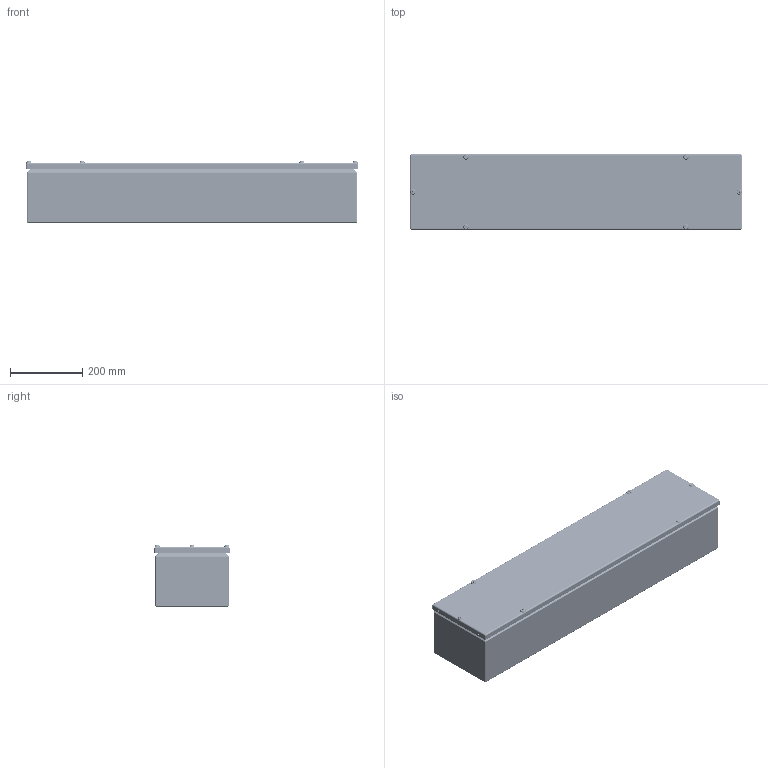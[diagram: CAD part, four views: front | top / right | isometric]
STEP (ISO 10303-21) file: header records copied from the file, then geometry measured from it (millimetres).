
FILE_DESCRIPTION(/* description */ ('1412T 8" x 36" x 6.312" Assembly'),/* implementation_level */ '2;1');
FILE_NAME(/* name */ '1412T3204.stp',/* time_stamp */ '2025-05-23T15:02:08-04:00',/* author */ ('BoxCad'),/* organization */ (''),/* preprocessor_version */ 'ST-DEVELOPER v20',/* originating_system */ 'Autodesk Inventor 2024',/* authorisation */ '');
FILE_SCHEMA (('AUTOMOTIVE_DESIGN { 1 0 10303 214 3 1 1 }'));
Products named in the file (30): 1412T3204; 1412T3204B; 1412T3204B-P; RIVET_NUT_M5_FH_OE; STUD_M6 x 18mm; STK-Q-08350; 1412T3204IP; 1412T3204IP-P; STK-Q-07220-1; STK-Q-07220-2; STK-Q-07220-A; STK-Q-07220-B; STK-A-881BRC225-1; STK-A-881BRC225-2; STK-A-881BRC225-3; STK-A-881BRC225-4; STK-Q-55200; STK-Q-55200-A; STK-Q-55200-B; STK-Q-55200-D; STK-Q-55200-C; STK-Q-67210; 1412T3204AK; STK-Q-03040; STK-Q-77290; 1412T3204C; 1412T3204C-P; 1412T3204G; STK-P-02400S; STANDOFF_M6 x 10mm
Assembly tree (59 placements, depth 4):
  1412T3204
    1412T3204B
      1412T3204B-P
      RIVET_NUT_M5_FH_OE  x6
      STUD_M6 x 18mm  x2
      STK-P-02400S
      STK-Q-08350
    1412T3204IP
      1412T3204IP-P
    STK-Q-07220-1
      STK-Q-07220-A
      STK-Q-07220-B
    STK-Q-07220-2
      STK-Q-07220-A
      STK-Q-07220-B
    STK-A-881BRC225-1
      STK-Q-55200
        STK-Q-55200-A
        STK-Q-55200-B  x6
        STK-Q-55200-D
        STK-Q-55200-C
      STK-Q-67210
    STK-A-881BRC225-2
      STK-Q-55200
        STK-Q-55200-A
        STK-Q-55200-B  x6
        STK-Q-55200-D
        STK-Q-55200-C
      STK-Q-67210
    STK-A-881BRC225-3
      STK-Q-55200
        STK-Q-55200-A
        STK-Q-55200-B  x6
        STK-Q-55200-D
        STK-Q-55200-C
      STK-Q-67210
    STK-A-881BRC225-4
      STK-Q-55200
        STK-Q-55200-A
        STK-Q-55200-B  x6
        STK-Q-55200-D
        STK-Q-55200-C
      STK-Q-67210
    1412T3204AK
      STK-Q-03040  x6
      STK-Q-77290  x6
    1412T3204C
      1412T3204C-P
      1412T3204G
      STK-P-02400S
      STANDOFF_M6 x 10mm
Bounding box: 920.4 x 209.2 x 169.6 mm (x, y, z)
Volume: 1522052.6 mm3; surface area: 1965287.4 mm2
Topology: 70 solids, 70 shells, 12212 faces, 31362 edges, 19301 vertices
Faces by surface type: plane 4371, cylinder 3660, bspline 2405, torus 1079, sphere 366, cone 331
Full cylindrical faces by diameter (mm): 0.75 x2, 0.762 x4, 0.9 x2, 3.5 x6, 4 x6, 4.9 x24, 5 x2, 5.029 x6, 5.03 x6, 5.1 x15, 5.9 x2, 6 x8, 6.1 x2, 6.731 x4, 6.8 x2, 7.024 x6, 7.036 x6, 7.366 x2, 7.747 x4, 7.976 x4, 8 x4, 9.398 x168, 9.5 x2, 9.9 x1, 10 x1, 14.529 x12, 15 x6, 15.748 x48
Entity records: 116054 total; most frequent: CARTESIAN_POINT 41739, ORIENTED_EDGE 15930, DIRECTION 14174, EDGE_CURVE 7965, VERTEX_POINT 4965, AXIS2_PLACEMENT_3D 4849, LINE 4476, VECTOR 4476
